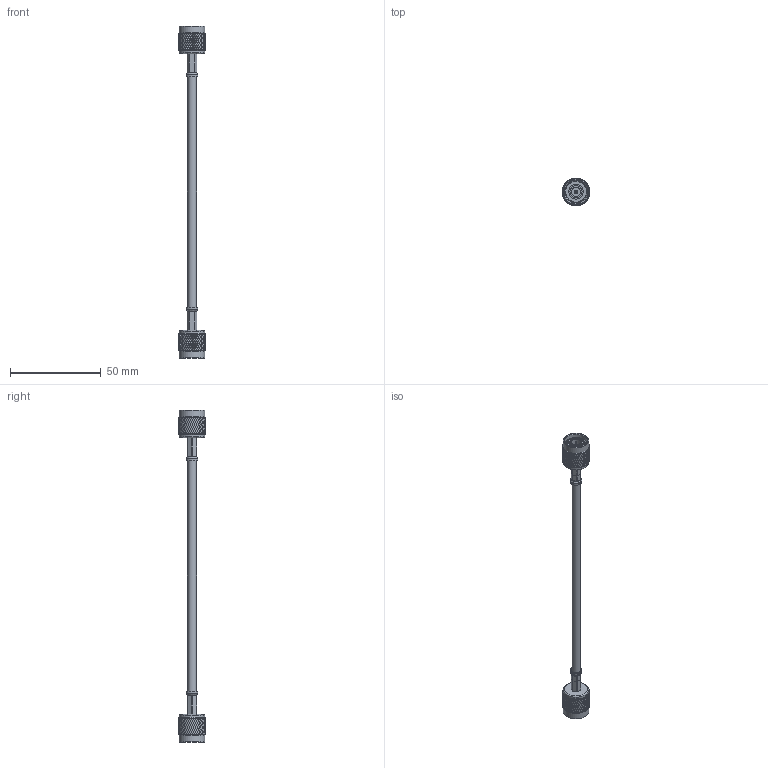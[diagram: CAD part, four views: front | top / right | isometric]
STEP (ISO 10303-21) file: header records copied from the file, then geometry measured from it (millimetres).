
FILE_DESCRIPTION (( 'STEP AP203' ), '1' );
FILE_NAME ('PE3608_3D.step', '2021-12-09T19:02:34', ( '' ), ( '' ), 'SwSTEP 2.0', 'SolidWorks 2021', '' );
FILE_SCHEMA (( 'CONFIG_CONTROL_DESIGN' ));
Length unit declared in the file: inch
Products named in the file (3): PE3608_3D; RG400U^PE3608_RG400; PE4047^PE3608_Crimped
Assembly tree (3 placements, depth 2):
  PE3608_3D
    RG400U^PE3608_RG400
    PE4047^PE3608_Crimped  x2
Bounding box: 14.99 x 14.99 x 182.7 mm (x, y, z)
Volume: 6268.8 mm3; surface area: 7245.6 mm2
Topology: 5 solids, 5 shells, 4063 faces, 8629 edges, 4590 vertices
Faces by surface type: bspline 3108, cylinder 815, plane 110, cone 24, torus 6
Full cylindrical faces by diameter (mm): 1.27 x2, 1.905 x2, 3.099 x2, 4.623 x2, 4.953 x1, 5.08 x2, 5.484 x2, 6.5 x2, 7.569 x2, 12.7 x12, 14.021 x4
Entity records: 80314 total; most frequent: CARTESIAN_POINT 53972, ORIENTED_EDGE 8528, EDGE_CURVE 4264, VERTEX_POINT 2273, EDGE_LOOP 2059, FACE_OUTER_BOUND 2045, ADVANCED_FACE 2027, B_SPLINE_CURVE_WITH_KNOTS 1809
